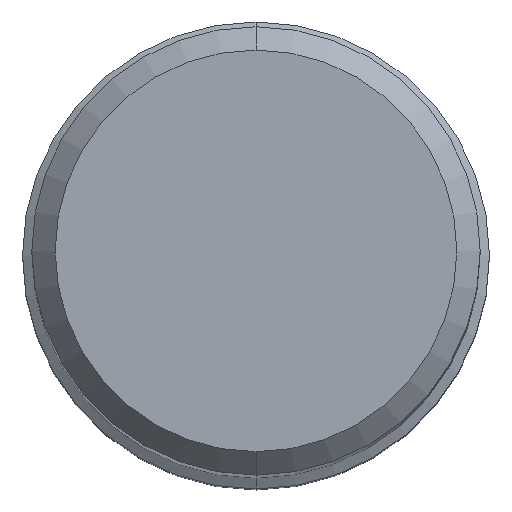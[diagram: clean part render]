
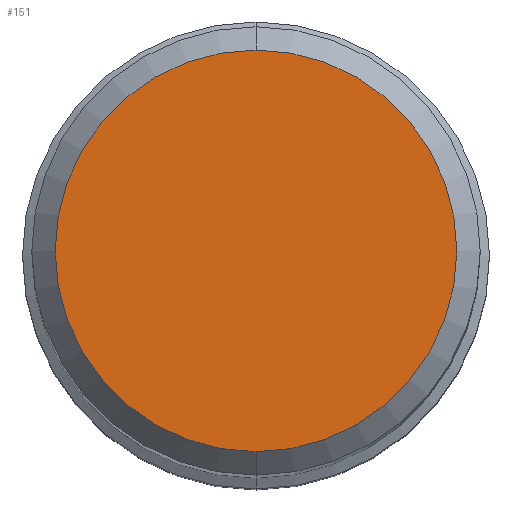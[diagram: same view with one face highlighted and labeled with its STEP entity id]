
A CAD part, top view. The second image highlights one B-rep face of the part: STEP entity #151.
In plain terms, the highlighted planar face has unit normal (0, 0, 1).
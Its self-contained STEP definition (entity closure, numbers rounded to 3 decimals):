
#151=ADVANCED_FACE('',(#382),#383,.T.);
#173=EDGE_CURVE('',#243,#271,#407,.T.);
#243=VERTEX_POINT('',#488);
#271=VERTEX_POINT('',#518);
#283=EDGE_CURVE('',#271,#243,#531,.T.);
#382=FACE_OUTER_BOUND('',#638,.T.);
#383=PLANE('',#639);
#407=CIRCLE('',#671,4.3);
#488=CARTESIAN_POINT('',(0.0,4.3,0.));
#518=CARTESIAN_POINT('',(0.,-4.3,0.));
#531=CIRCLE('',#834,4.3);
#638=EDGE_LOOP('',(#941,#942));
#639=AXIS2_PLACEMENT_3D('',#943,#944,#945);
#671=AXIS2_PLACEMENT_3D('',#973,#974,#975);
#834=AXIS2_PLACEMENT_3D('',#1126,#1127,#1128);
#941=ORIENTED_EDGE('',*,*,#173,.F.);
#942=ORIENTED_EDGE('',*,*,#283,.F.);
#943=CARTESIAN_POINT('',(0.0,2.15,0.));
#944=DIRECTION('',(-0.0,0.0,1.0));
#945=DIRECTION('',(0.0,-1.0,0.0));
#973=CARTESIAN_POINT('',(0.0,0.0,0.));
#974=DIRECTION('',(0.0,0.0,-1.0));
#975=DIRECTION('',(0.0,1.0,0.0));
#1126=CARTESIAN_POINT('',(0.0,0.0,0.));
#1127=DIRECTION('',(0.0,0.0,-1.0));
#1128=DIRECTION('',(0.0,1.0,0.0));
